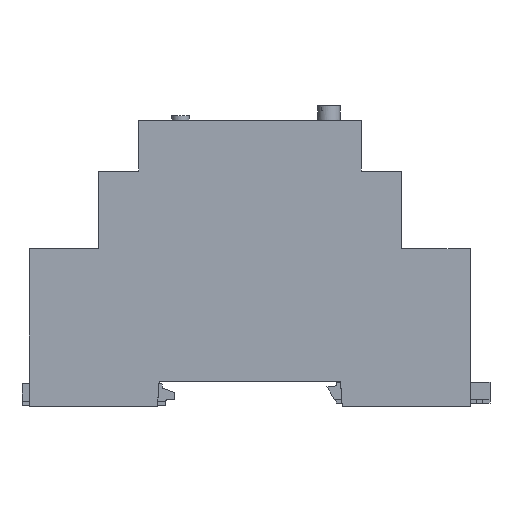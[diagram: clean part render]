
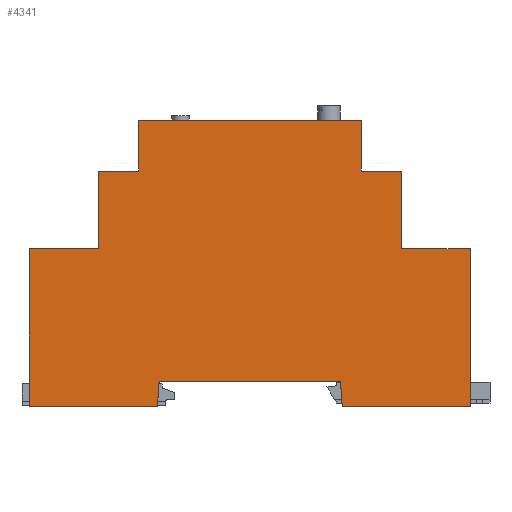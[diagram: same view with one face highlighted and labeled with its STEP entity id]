
A CAD part, left-side view. The second image highlights one B-rep face of the part: STEP entity #4341.
In plain terms, the highlighted planar face has unit normal (-1, 0, 0).
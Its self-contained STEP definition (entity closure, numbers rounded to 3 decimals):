
#4341=ADVANCED_FACE('',(#13020),#13022,.T.);
#13020=FACE_BOUND('',#13021,.T.);
#13021=EDGE_LOOP('',(#20890,#20891,#20892,#20893,#20894,#20895,#20896,#20897,#20898,
#20899,#20900,#20901,#20902,#20903,#20904,#20905));
#13022=PLANE('',#13023);
#13023=AXIS2_PLACEMENT_3D('',#13024,#13025,#13026);
#13024=CARTESIAN_POINT('',(-44.,0.,0.));
#13025=DIRECTION('',(-1.,0.,0.));
#13026=DIRECTION('',(0.,0.,-1.));
#20890=ORIENTED_EDGE('',*,*,#26076,.T.);
#20891=ORIENTED_EDGE('',*,*,#26077,.T.);
#20892=ORIENTED_EDGE('',*,*,#26078,.T.);
#20893=ORIENTED_EDGE('',*,*,#26079,.T.);
#20894=ORIENTED_EDGE('',*,*,#26080,.T.);
#20895=ORIENTED_EDGE('',*,*,#26081,.T.);
#20896=ORIENTED_EDGE('',*,*,#26082,.T.);
#20897=ORIENTED_EDGE('',*,*,#26083,.T.);
#20898=ORIENTED_EDGE('',*,*,#26084,.T.);
#20899=ORIENTED_EDGE('',*,*,#26085,.T.);
#20900=ORIENTED_EDGE('',*,*,#26086,.T.);
#20901=ORIENTED_EDGE('',*,*,#25882,.T.);
#20902=ORIENTED_EDGE('',*,*,#26075,.T.);
#20903=ORIENTED_EDGE('',*,*,#26087,.T.);
#20904=ORIENTED_EDGE('',*,*,#26088,.T.);
#20905=ORIENTED_EDGE('',*,*,#26089,.T.);
#25882=EDGE_CURVE('',#30178,#30176,#30179,.T.);
#26075=EDGE_CURVE('',#30176,#30551,#30553,.T.);
#26076=EDGE_CURVE('',#30554,#30555,#30556,.T.);
#26077=EDGE_CURVE('',#30555,#30557,#30558,.T.);
#26078=EDGE_CURVE('',#30557,#30559,#30560,.T.);
#26079=EDGE_CURVE('',#30559,#30561,#30562,.T.);
#26080=EDGE_CURVE('',#30561,#30563,#30564,.T.);
#26081=EDGE_CURVE('',#30563,#30565,#30566,.T.);
#26082=EDGE_CURVE('',#30565,#30567,#30568,.T.);
#26083=EDGE_CURVE('',#30567,#30569,#30570,.T.);
#26084=EDGE_CURVE('',#30569,#30571,#30572,.T.);
#26085=EDGE_CURVE('',#30571,#30573,#30574,.T.);
#26086=EDGE_CURVE('',#30573,#30178,#30575,.T.);
#26087=EDGE_CURVE('',#30551,#30576,#30577,.T.);
#26088=EDGE_CURVE('',#30576,#30578,#30579,.T.);
#26089=EDGE_CURVE('',#30578,#30554,#30580,.T.);
#30176=VERTEX_POINT('',#38773);
#30178=VERTEX_POINT('',#38777);
#30179=LINE('',#38778,#38779);
#30551=VERTEX_POINT('',#39675);
#30553=LINE('',#39679,#39680);
#30554=VERTEX_POINT('',#39682);
#30555=VERTEX_POINT('',#39683);
#30556=LINE('',#39684,#39685);
#30557=VERTEX_POINT('',#39687);
#30558=LINE('',#39688,#39689);
#30559=VERTEX_POINT('',#39691);
#30560=LINE('',#39692,#39693);
#30561=VERTEX_POINT('',#39695);
#30562=LINE('',#39696,#39697);
#30563=VERTEX_POINT('',#39699);
#30564=LINE('',#39700,#39701);
#30565=VERTEX_POINT('',#39703);
#30566=LINE('',#39704,#39705);
#30567=VERTEX_POINT('',#39707);
#30568=LINE('',#39708,#39709);
#30569=VERTEX_POINT('',#39711);
#30570=LINE('',#39712,#39713);
#30571=VERTEX_POINT('',#39715);
#30572=LINE('',#39716,#39717);
#30573=VERTEX_POINT('',#39719);
#30574=LINE('',#39720,#39721);
#30575=LINE('',#39723,#39724);
#30576=VERTEX_POINT('',#39726);
#30577=LINE('',#39727,#39728);
#30578=VERTEX_POINT('',#39730);
#30579=LINE('',#39731,#39732);
#30580=LINE('',#39734,#39735);
#38773=CARTESIAN_POINT('',(-44.,22.5,52.804));
#38777=CARTESIAN_POINT('',(-44.,-22.5,52.804));
#38778=CARTESIAN_POINT('',(-44.,-22.5,52.804));
#38779=VECTOR('',#38780,1.);
#38780=DIRECTION('',(0.,1.,0.));
#39675=CARTESIAN_POINT('',(-44.,22.5,42.606));
#39679=CARTESIAN_POINT('',(-44.,22.5,52.804));
#39680=VECTOR('',#39681,1.);
#39681=DIRECTION('',(0.,0.,-1.));
#39682=CARTESIAN_POINT('',(-44.,44.6,26.878));
#39683=CARTESIAN_POINT('',(-44.,44.6,-4.987));
#39684=CARTESIAN_POINT('',(-44.,44.6,26.878));
#39685=VECTOR('',#39686,1.);
#39686=DIRECTION('',(0.,0.,-1.));
#39687=CARTESIAN_POINT('',(-44.,18.7,-4.987));
#39688=CARTESIAN_POINT('',(-44.,44.6,-4.987));
#39689=VECTOR('',#39690,1.);
#39690=DIRECTION('',(0.,-1.,0.));
#39691=CARTESIAN_POINT('',(-44.,18.351,0.));
#39692=CARTESIAN_POINT('',(-44.,18.7,-4.987));
#39693=VECTOR('',#39694,1.);
#39694=DIRECTION('',(0.,-0.07,0.998));
#39695=CARTESIAN_POINT('',(-44.,-18.351,0.));
#39696=CARTESIAN_POINT('',(-44.,18.351,0.));
#39697=VECTOR('',#39698,1.);
#39698=DIRECTION('',(0.,-1.,0.));
#39699=CARTESIAN_POINT('',(-44.,-18.7,-4.987));
#39700=CARTESIAN_POINT('',(-44.,-18.351,0.));
#39701=VECTOR('',#39702,1.);
#39702=DIRECTION('',(0.,-0.07,-0.998));
#39703=CARTESIAN_POINT('',(-44.,-44.6,-4.987));
#39704=CARTESIAN_POINT('',(-44.,-18.7,-4.987));
#39705=VECTOR('',#39706,1.);
#39706=DIRECTION('',(0.,-1.,0.));
#39707=CARTESIAN_POINT('',(-44.,-44.6,26.878));
#39708=CARTESIAN_POINT('',(-44.,-44.6,-4.987));
#39709=VECTOR('',#39710,1.);
#39710=DIRECTION('',(0.,0.,1.));
#39711=CARTESIAN_POINT('',(-44.,-30.7,26.878));
#39712=CARTESIAN_POINT('',(-44.,-44.6,26.878));
#39713=VECTOR('',#39714,1.);
#39714=DIRECTION('',(0.,1.,0.));
#39715=CARTESIAN_POINT('',(-44.,-30.7,42.606));
#39716=CARTESIAN_POINT('',(-44.,-30.7,26.878));
#39717=VECTOR('',#39718,1.);
#39718=DIRECTION('',(0.,0.,1.));
#39719=CARTESIAN_POINT('',(-44.,-22.5,42.606));
#39720=CARTESIAN_POINT('',(-44.,-30.7,42.606));
#39721=VECTOR('',#39722,1.);
#39722=DIRECTION('',(0.,1.,0.));
#39723=CARTESIAN_POINT('',(-44.,-22.5,42.606));
#39724=VECTOR('',#39725,1.);
#39725=DIRECTION('',(0.,0.,1.));
#39726=CARTESIAN_POINT('',(-44.,30.7,42.606));
#39727=CARTESIAN_POINT('',(-44.,22.5,42.606));
#39728=VECTOR('',#39729,1.);
#39729=DIRECTION('',(0.,1.,0.));
#39730=CARTESIAN_POINT('',(-44.,30.7,26.878));
#39731=CARTESIAN_POINT('',(-44.,30.7,42.606));
#39732=VECTOR('',#39733,1.);
#39733=DIRECTION('',(0.,0.,-1.));
#39734=CARTESIAN_POINT('',(-44.,30.7,26.878));
#39735=VECTOR('',#39736,1.);
#39736=DIRECTION('',(0.,1.,0.));
